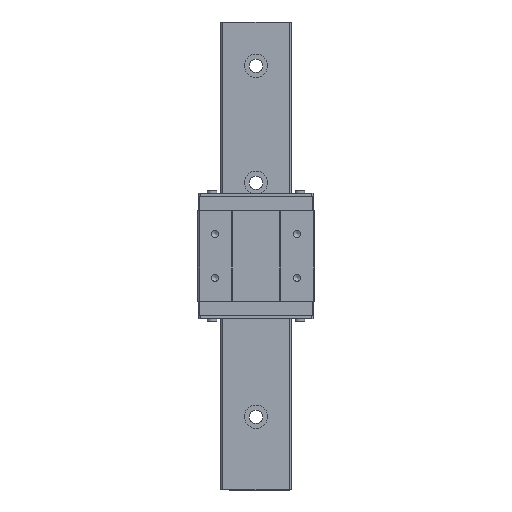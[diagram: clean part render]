
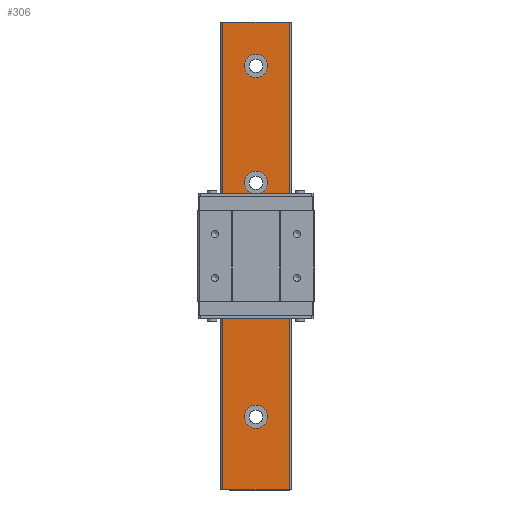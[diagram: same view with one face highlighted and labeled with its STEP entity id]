
A CAD part, top view. The second image highlights one B-rep face of the part: STEP entity #306.
In plain terms, the highlighted planar face has unit normal (0, 0, 1).
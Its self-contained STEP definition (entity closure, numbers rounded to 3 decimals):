
#306 = ADVANCED_FACE( '', ( #741, #742, #743, #744, #745 ), #746, .F. );
#741 = FACE_BOUND( '', #1343, .T. );
#742 = FACE_BOUND( '', #1344, .T. );
#743 = FACE_BOUND( '', #1345, .T. );
#744 = FACE_BOUND( '', #1346, .T. );
#745 = FACE_OUTER_BOUND( '', #1347, .T. );
#746 = PLANE( '', #1348 );
#1343 = EDGE_LOOP( '', ( #2107 ) );
#1344 = EDGE_LOOP( '', ( #2108 ) );
#1345 = EDGE_LOOP( '', ( #2109 ) );
#1346 = EDGE_LOOP( '', ( #2110 ) );
#1347 = EDGE_LOOP( '', ( #2111, #2112, #2113, #2114 ) );
#1348 = AXIS2_PLACEMENT_3D( '', #2115, #2116, #2117 );
#2107 = ORIENTED_EDGE( '', *, *, #3643, .T. );
#2108 = ORIENTED_EDGE( '', *, *, #3644, .T. );
#2109 = ORIENTED_EDGE( '', *, *, #3645, .T. );
#2110 = ORIENTED_EDGE( '', *, *, #3646, .T. );
#2111 = ORIENTED_EDGE( '', *, *, #3647, .T. );
#2112 = ORIENTED_EDGE( '', *, *, #3648, .F. );
#2113 = ORIENTED_EDGE( '', *, *, #3531, .F. );
#2114 = ORIENTED_EDGE( '', *, *, #3649, .T. );
#2115 = CARTESIAN_POINT( '', ( -11.419, -80., 8.5 ) );
#2116 = DIRECTION( '', ( 0., 0., -1. ) );
#2117 = DIRECTION( '', ( -1., 0., 0. ) );
#3531 = EDGE_CURVE( '', #4221, #4223, #4224, .T. );
#3643 = EDGE_CURVE( '', #4415, #4415, #4416, .T. );
#3644 = EDGE_CURVE( '', #4417, #4417, #4418, .T. );
#3645 = EDGE_CURVE( '', #4419, #4419, #4420, .T. );
#3646 = EDGE_CURVE( '', #4421, #4421, #4422, .T. );
#3647 = EDGE_CURVE( '', #4423, #4424, #4425, .T. );
#3648 = EDGE_CURVE( '', #4223, #4424, #4426, .T. );
#3649 = EDGE_CURVE( '', #4221, #4423, #4427, .T. );
#4221 = VERTEX_POINT( '', #5213 );
#4223 = VERTEX_POINT( '', #5215 );
#4224 = LINE( '', #5216, #5217 );
#4415 = VERTEX_POINT( '', #5481 );
#4416 = CIRCLE( '', #5482, 4. );
#4417 = VERTEX_POINT( '', #5483 );
#4418 = CIRCLE( '', #5484, 4. );
#4419 = VERTEX_POINT( '', #5485 );
#4420 = CIRCLE( '', #5486, 4. );
#4421 = VERTEX_POINT( '', #5487 );
#4422 = CIRCLE( '', #5488, 4. );
#4423 = VERTEX_POINT( '', #5489 );
#4424 = VERTEX_POINT( '', #5490 );
#4425 = LINE( '', #5491, #5492 );
#4426 = LINE( '', #5493, #5494 );
#4427 = LINE( '', #5495, #5496 );
#5213 = CARTESIAN_POINT( '', ( 11.419, -80., 8.5 ) );
#5215 = CARTESIAN_POINT( '', ( -11.419, -80., 8.5 ) );
#5216 = CARTESIAN_POINT( '', ( -11.419, -80., 8.5 ) );
#5217 = VECTOR( '', #6472, 1000. );
#5481 = CARTESIAN_POINT( '', ( 4., -55., 8.5 ) );
#5482 = AXIS2_PLACEMENT_3D( '', #6594, #6595, #6596 );
#5483 = CARTESIAN_POINT( '', ( 4., -15., 8.5 ) );
#5484 = AXIS2_PLACEMENT_3D( '', #6597, #6598, #6599 );
#5485 = CARTESIAN_POINT( '', ( 4., 25., 8.5 ) );
#5486 = AXIS2_PLACEMENT_3D( '', #6600, #6601, #6602 );
#5487 = CARTESIAN_POINT( '', ( 4., 65., 8.5 ) );
#5488 = AXIS2_PLACEMENT_3D( '', #6603, #6604, #6605 );
#5489 = CARTESIAN_POINT( '', ( 11.419, 80., 8.5 ) );
#5490 = CARTESIAN_POINT( '', ( -11.419, 80., 8.5 ) );
#5491 = CARTESIAN_POINT( '', ( -11.419, 80., 8.5 ) );
#5492 = VECTOR( '', #6606, 1000. );
#5493 = CARTESIAN_POINT( '', ( -11.419, -80., 8.5 ) );
#5494 = VECTOR( '', #6607, 1000. );
#5495 = CARTESIAN_POINT( '', ( 11.419, -80., 8.5 ) );
#5496 = VECTOR( '', #6608, 1000. );
#6472 = DIRECTION( '', ( -1., 0., 0. ) );
#6594 = CARTESIAN_POINT( '', ( 0., -55., 8.5 ) );
#6595 = DIRECTION( '', ( 0., 0., -1. ) );
#6596 = DIRECTION( '', ( 1., 0., 0. ) );
#6597 = CARTESIAN_POINT( '', ( 0., -15., 8.5 ) );
#6598 = DIRECTION( '', ( 0., 0., -1. ) );
#6599 = DIRECTION( '', ( 1., 0., 0. ) );
#6600 = CARTESIAN_POINT( '', ( 0., 25., 8.5 ) );
#6601 = DIRECTION( '', ( 0., 0., -1. ) );
#6602 = DIRECTION( '', ( 1., 0., 0. ) );
#6603 = CARTESIAN_POINT( '', ( 0., 65., 8.5 ) );
#6604 = DIRECTION( '', ( 0., 0., -1. ) );
#6605 = DIRECTION( '', ( 1., 0., 0. ) );
#6606 = DIRECTION( '', ( -1., 0., 0. ) );
#6607 = DIRECTION( '', ( 0., 1., 0. ) );
#6608 = DIRECTION( '', ( 0., 1., 0. ) );
